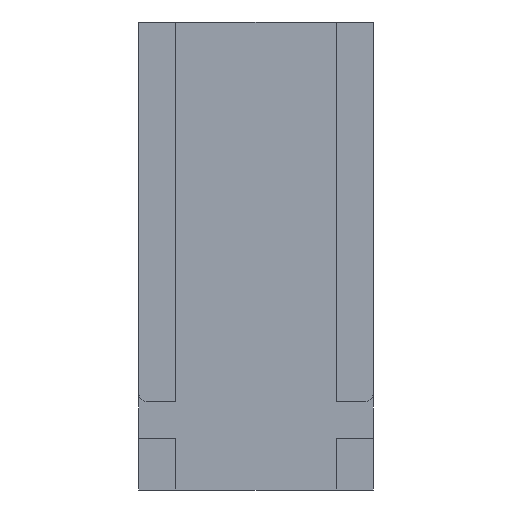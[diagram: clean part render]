
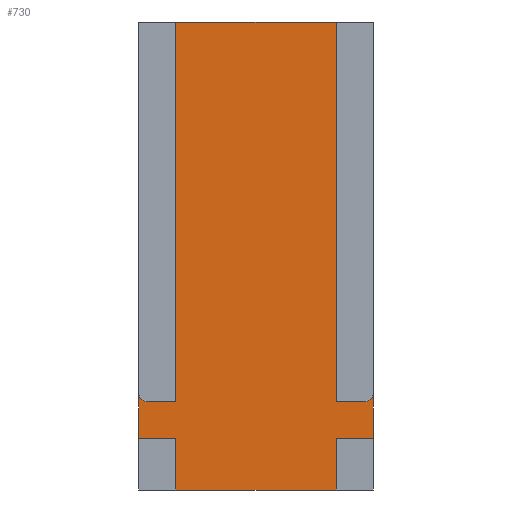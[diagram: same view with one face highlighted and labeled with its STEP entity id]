
A CAD part, front view. The second image highlights one B-rep face of the part: STEP entity #730.
In plain terms, the highlighted planar face has unit normal (0, -1, 0).
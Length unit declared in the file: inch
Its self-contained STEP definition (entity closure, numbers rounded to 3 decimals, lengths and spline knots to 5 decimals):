
#260=DIRECTION('',(-1.,0.,0.));
#261=VECTOR('',#260,0.01508);
#262=CARTESIAN_POINT('',(0.05808,0.005,-0.07824));
#263=LINE('',#262,#261);
#267=DIRECTION('',(0.,0.,-1.));
#268=VECTOR('',#267,0.02463);
#269=CARTESIAN_POINT('',(0.063,0.005,-0.07332));
#270=LINE('',#269,#268);
#274=DIRECTION('',(1.,0.,0.));
#275=VECTOR('',#274,0.02);
#276=CARTESIAN_POINT('',(0.043,0.005,-0.09794));
#277=LINE('',#276,#275);
#281=DIRECTION('',(0.,0.,-1.));
#282=VECTOR('',#281,0.02756);
#283=CARTESIAN_POINT('',(0.043,0.005,-0.09794));
#284=LINE('',#283,#282);
#288=DIRECTION('',(1.,0.,0.));
#289=VECTOR('',#288,0.02);
#290=CARTESIAN_POINT('',(-0.063,0.005,-0.09794));
#291=LINE('',#290,#289);
#295=DIRECTION('',(0.,0.,1.));
#296=VECTOR('',#295,0.02463);
#297=CARTESIAN_POINT('',(-0.063,0.005,-0.09794));
#298=LINE('',#297,#296);
#302=DIRECTION('',(-1.,0.,0.));
#303=VECTOR('',#302,0.01508);
#304=CARTESIAN_POINT('',(-0.043,0.005,-0.07824));
#305=LINE('',#304,#303);
#309=DIRECTION('',(0.,0.,-1.));
#310=VECTOR('',#309,0.20374);
#311=CARTESIAN_POINT('',(0.043,0.005,0.1255));
#312=LINE('',#311,#310);
#330=CARTESIAN_POINT('',(-0.05808,0.005,-0.07332));
#331=DIRECTION('',(0.,1.,0.));
#332=DIRECTION('',(0.,0.,-1.));
#333=AXIS2_PLACEMENT_3D('',#330,#331,#332);
#380=DIRECTION('',(-1.,0.,0.));
#381=VECTOR('',#380,0.086);
#382=CARTESIAN_POINT('',(0.043,0.005,-0.1255));
#383=LINE('',#382,#381);
#408=CARTESIAN_POINT('',(0.05808,0.005,-0.07332));
#409=DIRECTION('',(0.,1.,0.));
#410=DIRECTION('',(1.,0.,0.));
#411=AXIS2_PLACEMENT_3D('',#408,#409,#410);
#423=DIRECTION('',(-1.,0.,0.));
#424=VECTOR('',#423,0.086);
#425=CARTESIAN_POINT('',(0.043,0.005,0.1255));
#426=LINE('',#425,#424);
#451=DIRECTION('',(0.,0.,-1.));
#452=VECTOR('',#451,0.02756);
#453=CARTESIAN_POINT('',(-0.043,0.005,-0.09794));
#454=LINE('',#453,#452);
#465=DIRECTION('',(0.,0.,-1.));
#466=VECTOR('',#465,0.20374);
#467=CARTESIAN_POINT('',(-0.043,0.005,0.1255));
#468=LINE('',#467,#466);
#517=CARTESIAN_POINT('',(0.043,0.005,0.1255));
#519=VERTEX_POINT('',#517);
#520=CARTESIAN_POINT('',(-0.043,0.005,0.1255));
#521=VERTEX_POINT('',#520);
#525=CARTESIAN_POINT('',(0.043,0.005,-0.1255));
#527=VERTEX_POINT('',#525);
#528=CARTESIAN_POINT('',(-0.043,0.005,-0.1255));
#529=VERTEX_POINT('',#528);
#533=CARTESIAN_POINT('',(0.043,0.005,-0.09794));
#535=VERTEX_POINT('',#533);
#537=CARTESIAN_POINT('',(0.043,0.005,-0.07824));
#539=VERTEX_POINT('',#537);
#540=CARTESIAN_POINT('',(-0.043,0.005,-0.09794));
#542=VERTEX_POINT('',#540);
#544=CARTESIAN_POINT('',(-0.043,0.005,-0.07824));
#546=VERTEX_POINT('',#544);
#552=CARTESIAN_POINT('',(-0.063,0.005,-0.09794));
#553=VERTEX_POINT('',#552);
#554=CARTESIAN_POINT('',(0.063,0.005,-0.09794));
#555=VERTEX_POINT('',#554);
#560=CARTESIAN_POINT('',(-0.05808,0.005,-0.07824));
#561=VERTEX_POINT('',#560);
#562=CARTESIAN_POINT('',(-0.063,0.005,-0.07332));
#563=VERTEX_POINT('',#562);
#565=CARTESIAN_POINT('',(0.05808,0.005,-0.07824));
#567=VERTEX_POINT('',#565);
#570=CARTESIAN_POINT('',(0.063,0.005,-0.07332));
#571=VERTEX_POINT('',#570);
#699=CARTESIAN_POINT('',(0.043,0.005,0.1255));
#700=DIRECTION('',(0.,1.,0.));
#701=DIRECTION('',(-1.,0.,0.));
#702=AXIS2_PLACEMENT_3D('',#699,#700,#701);
#703=PLANE('',#702);
#705=ORIENTED_EDGE('',*,*,#704,.F.);
#707=ORIENTED_EDGE('',*,*,#706,.F.);
#709=ORIENTED_EDGE('',*,*,#708,.T.);
#710=ORIENTED_EDGE('',*,*,#676,.F.);
#711=ORIENTED_EDGE('',*,*,#650,.T.);
#713=ORIENTED_EDGE('',*,*,#712,.T.);
#715=ORIENTED_EDGE('',*,*,#714,.F.);
#716=ORIENTED_EDGE('',*,*,#694,.F.);
#718=ORIENTED_EDGE('',*,*,#717,.T.);
#720=ORIENTED_EDGE('',*,*,#719,.F.);
#722=ORIENTED_EDGE('',*,*,#721,.F.);
#724=ORIENTED_EDGE('',*,*,#723,.F.);
#726=ORIENTED_EDGE('',*,*,#725,.F.);
#727=ORIENTED_EDGE('',*,*,#662,.T.);
#728=EDGE_LOOP('',(#705,#707,#709,#710,#711,#713,#715,#716,#718,#720,#722,#724,
#726,#727));
#729=FACE_OUTER_BOUND('',#728,.F.);
#334=CIRCLE('',#333,0.00493);
#412=CIRCLE('',#411,0.00493);
#650=EDGE_CURVE('',#535,#527,#284,.T.);
#662=EDGE_CURVE('',#519,#539,#312,.T.);
#676=EDGE_CURVE('',#535,#555,#277,.T.);
#694=EDGE_CURVE('',#553,#542,#291,.T.);
#704=EDGE_CURVE('',#567,#539,#263,.T.);
#706=EDGE_CURVE('',#571,#567,#412,.T.);
#708=EDGE_CURVE('',#571,#555,#270,.T.);
#712=EDGE_CURVE('',#527,#529,#383,.T.);
#714=EDGE_CURVE('',#542,#529,#454,.T.);
#717=EDGE_CURVE('',#553,#563,#298,.T.);
#719=EDGE_CURVE('',#561,#563,#334,.T.);
#721=EDGE_CURVE('',#546,#561,#305,.T.);
#723=EDGE_CURVE('',#521,#546,#468,.T.);
#725=EDGE_CURVE('',#519,#521,#426,.T.);
#730=ADVANCED_FACE('',(#729),#703,.F.);
